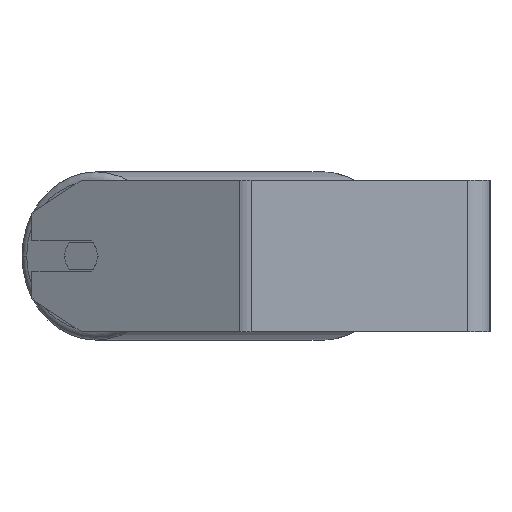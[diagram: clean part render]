
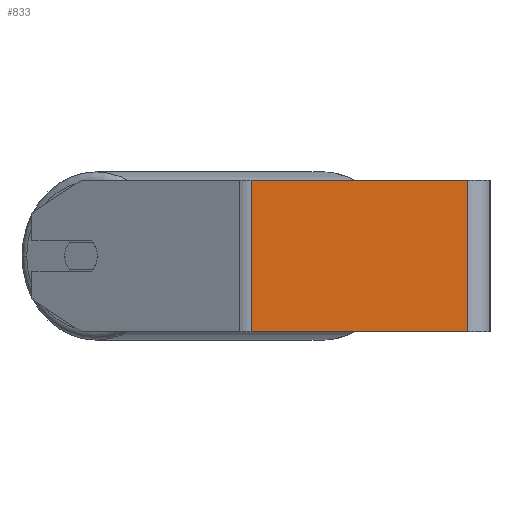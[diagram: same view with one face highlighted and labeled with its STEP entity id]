
A CAD part, left-side view. The second image highlights one B-rep face of the part: STEP entity #833.
In plain terms, the highlighted planar face has unit normal (-1, 0, 0).
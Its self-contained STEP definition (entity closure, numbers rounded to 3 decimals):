
#8 = LINE ( 'NONE', #4505, #5947 ) ;
#53 = VECTOR ( 'NONE', #3044, 1000. ) ;
#228 = DIRECTION ( 'NONE',  ( 1., 0., 0. ) ) ;
#692 = EDGE_CURVE ( 'NONE', #5240, #6257, #2115, .T. ) ;
#745 = EDGE_CURVE ( 'NONE', #5240, #4837, #2470, .T. ) ;
#788 = CARTESIAN_POINT ( 'NONE',  ( -300., 129.568, 40. ) ) ;
#833 = ADVANCED_FACE ( 'NONE', ( #6365 ), #1334, .F. ) ;
#1134 = ORIENTED_EDGE ( 'NONE', *, *, #692, .T. ) ;
#1334 = PLANE ( 'NONE',  #2267 ) ;
#1591 = CARTESIAN_POINT ( 'NONE',  ( -300., 126.353, 40. ) ) ;
#1704 = ORIENTED_EDGE ( 'NONE', *, *, #3910, .T. ) ;
#2103 = DIRECTION ( 'NONE',  ( 0., 0., -1. ) ) ;
#2115 = LINE ( 'NONE', #7210, #4269 ) ;
#2147 = DIRECTION ( 'NONE',  ( 0., 0., -1. ) ) ;
#2267 = AXIS2_PLACEMENT_3D ( 'NONE', #788, #228, #2103 ) ;
#2470 = LINE ( 'NONE', #5288, #4263 ) ;
#2579 = CARTESIAN_POINT ( 'NONE',  ( -300., 12., -40. ) ) ;
#3044 = DIRECTION ( 'NONE',  ( 0., 0., -1. ) ) ;
#3351 = ORIENTED_EDGE ( 'NONE', *, *, #4380, .F. ) ;
#3569 = DIRECTION ( 'NONE',  ( 0., -1., 0. ) ) ;
#3630 = CARTESIAN_POINT ( 'NONE',  ( -300., 12., 40. ) ) ;
#3665 = LINE ( 'NONE', #3630, #53 ) ;
#3910 = EDGE_CURVE ( 'NONE', #6257, #4183, #8, .T. ) ;
#3989 = DIRECTION ( 'NONE',  ( 0., -1., 0. ) ) ;
#4183 = VERTEX_POINT ( 'NONE', #2579 ) ;
#4263 = VECTOR ( 'NONE', #3569, 1000. ) ;
#4269 = VECTOR ( 'NONE', #2147, 1000. ) ;
#4380 = EDGE_CURVE ( 'NONE', #4837, #4183, #3665, .T. ) ;
#4505 = CARTESIAN_POINT ( 'NONE',  ( -300., 129.568, -40. ) ) ;
#4754 = ORIENTED_EDGE ( 'NONE', *, *, #745, .F. ) ;
#4837 = VERTEX_POINT ( 'NONE', #5923 ) ;
#5240 = VERTEX_POINT ( 'NONE', #1591 ) ;
#5288 = CARTESIAN_POINT ( 'NONE',  ( -300., 129.568, 40. ) ) ;
#5923 = CARTESIAN_POINT ( 'NONE',  ( -300., 12., 40. ) ) ;
#5947 = VECTOR ( 'NONE', #3989, 1000. ) ;
#6257 = VERTEX_POINT ( 'NONE', #6655 ) ;
#6365 = FACE_OUTER_BOUND ( 'NONE', #6588, .T. ) ;
#6588 = EDGE_LOOP ( 'NONE', ( #1704, #3351, #4754, #1134 ) ) ;
#6655 = CARTESIAN_POINT ( 'NONE',  ( -300., 126.353, -40. ) ) ;
#7210 = CARTESIAN_POINT ( 'NONE',  ( -300., 126.353, 40. ) ) ;
